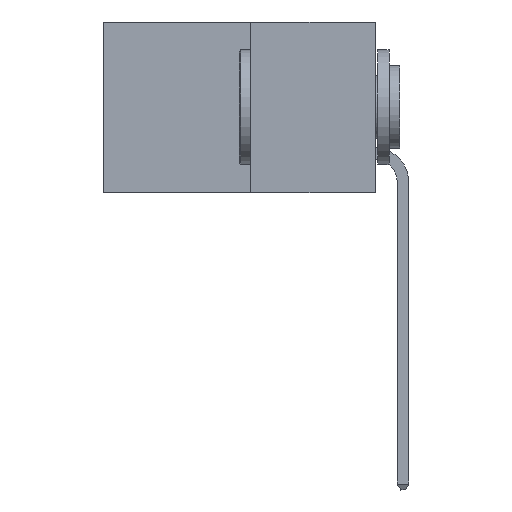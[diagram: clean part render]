
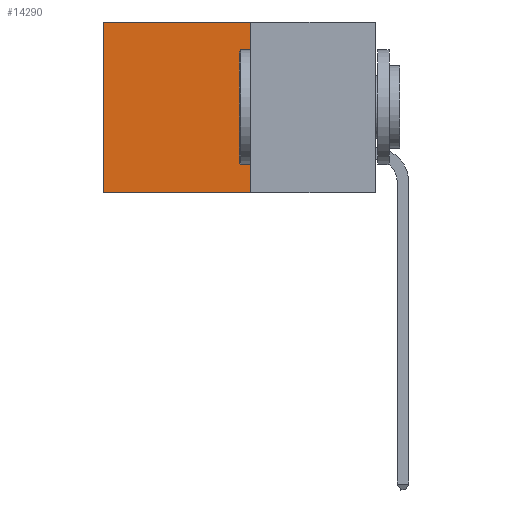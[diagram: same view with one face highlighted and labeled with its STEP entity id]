
A CAD part, left-side view. The second image highlights one B-rep face of the part: STEP entity #14290.
In plain terms, the highlighted planar face has unit normal (-1, 0, 0).
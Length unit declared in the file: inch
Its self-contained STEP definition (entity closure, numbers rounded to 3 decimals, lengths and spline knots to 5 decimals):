
#555 = FACE_OUTER_BOUND ( 'NONE', #7676, .T. ) ;
#701 = VECTOR ( 'NONE', #11764, 39.37008 ) ;
#1139 = LINE ( 'NONE', #11744, #701 ) ;
#1279 = CARTESIAN_POINT ( 'NONE',  ( 0.277, 0.59, 0. ) ) ;
#1324 = VECTOR ( 'NONE', #7441, 39.37008 ) ;
#2893 = DIRECTION ( 'NONE',  ( 1., 0., 0. ) ) ;
#4113 = LINE ( 'NONE', #11703, #14278 ) ;
#4175 = PLANE ( 'NONE',  #15882 ) ;
#4748 = VERTEX_POINT ( 'NONE', #1279 ) ;
#4815 = LINE ( 'NONE', #7608, #1324 ) ;
#5483 = EDGE_CURVE ( 'NONE', #4748, #7667, #1139, .T. ) ;
#6088 = EDGE_CURVE ( 'NONE', #13152, #4748, #4815, .T. ) ;
#6903 = ORIENTED_EDGE ( 'NONE', *, *, #5483, .T. ) ;
#7142 = DIRECTION ( 'NONE',  ( 0., 0., -1. ) ) ;
#7339 = ORIENTED_EDGE ( 'NONE', *, *, #6088, .T. ) ;
#7441 = DIRECTION ( 'NONE',  ( 0., 1., 0. ) ) ;
#7608 = CARTESIAN_POINT ( 'NONE',  ( 0.277, 0.27, 0. ) ) ;
#7667 = VERTEX_POINT ( 'NONE', #9168 ) ;
#7676 = EDGE_LOOP ( 'NONE', ( #6903, #8584, #10631, #7339 ) ) ;
#8584 = ORIENTED_EDGE ( 'NONE', *, *, #8857, .F. ) ;
#8857 = EDGE_CURVE ( 'NONE', #10565, #7667, #4113, .T. ) ;
#9168 = CARTESIAN_POINT ( 'NONE',  ( 0.277, 0.59, -0.37 ) ) ;
#10565 = VERTEX_POINT ( 'NONE', #12214 ) ;
#10631 = ORIENTED_EDGE ( 'NONE', *, *, #12519, .F. ) ;
#10896 = CARTESIAN_POINT ( 'NONE',  ( 0.277, 0.27, -0.37 ) ) ;
#10984 = CARTESIAN_POINT ( 'NONE',  ( 0.277, 0.27, 0. ) ) ;
#11685 = DIRECTION ( 'NONE',  ( 0., 1., 0. ) ) ;
#11703 = CARTESIAN_POINT ( 'NONE',  ( 0.277, 0.27, -0.37 ) ) ;
#11744 = CARTESIAN_POINT ( 'NONE',  ( 0.277, 0.59, -0.37 ) ) ;
#11764 = DIRECTION ( 'NONE',  ( 0., 0., -1. ) ) ;
#12209 = DIRECTION ( 'NONE',  ( 0., 0., -1. ) ) ;
#12214 = CARTESIAN_POINT ( 'NONE',  ( 0.277, 0.27, -0.37 ) ) ;
#12519 = EDGE_CURVE ( 'NONE', #13152, #10565, #15113, .T. ) ;
#13152 = VERTEX_POINT ( 'NONE', #10984 ) ;
#13706 = CARTESIAN_POINT ( 'NONE',  ( 0.277, 0.27, -0.37 ) ) ;
#14278 = VECTOR ( 'NONE', #11685, 39.37008 ) ;
#14290 = ADVANCED_FACE ( 'NONE', ( #555 ), #4175, .F. ) ;
#14695 = VECTOR ( 'NONE', #7142, 39.37008 ) ;
#15113 = LINE ( 'NONE', #13706, #14695 ) ;
#15882 = AXIS2_PLACEMENT_3D ( 'NONE', #10896, #2893, #12209 ) ;
